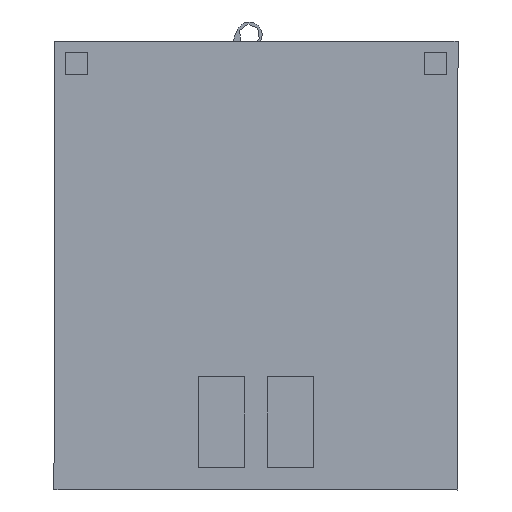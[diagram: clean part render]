
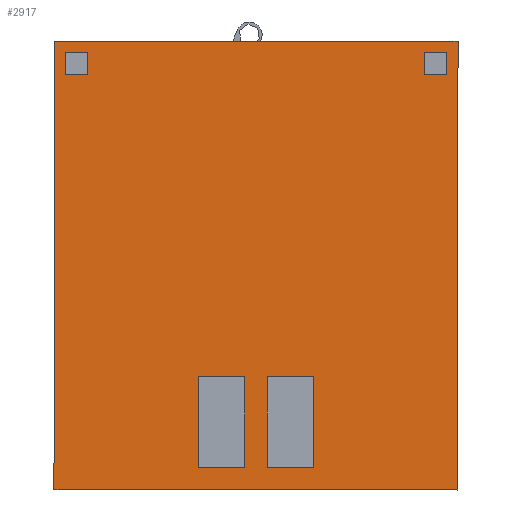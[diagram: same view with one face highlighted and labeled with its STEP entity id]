
A CAD part, front view. The second image highlights one B-rep face of the part: STEP entity #2917.
In plain terms, the highlighted planar face has unit normal (0, -1, 0).
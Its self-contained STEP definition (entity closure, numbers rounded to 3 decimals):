
#139=FACE_BOUND('',#510,.T.);
#140=FACE_BOUND('',#511,.T.);
#346=FACE_OUTER_BOUND('',#509,.T.);
#509=EDGE_LOOP('',(#2066,#2067,#2068,#2069));
#510=EDGE_LOOP('',(#2070,#2071,#2072,#2073));
#511=EDGE_LOOP('',(#2074,#2075,#2076,#2077));
#709=LINE('',#4385,#1022);
#712=LINE('',#4391,#1025);
#715=LINE('',#4397,#1028);
#718=LINE('',#4401,#1031);
#721=LINE('',#4409,#1034);
#724=LINE('',#4415,#1037);
#727=LINE('',#4421,#1040);
#730=LINE('',#4425,#1043);
#733=LINE('',#4433,#1046);
#736=LINE('',#4439,#1049);
#739=LINE('',#4445,#1052);
#742=LINE('',#4449,#1055);
#1022=VECTOR('',#3498,10.);
#1025=VECTOR('',#3503,10.);
#1028=VECTOR('',#3508,10.);
#1031=VECTOR('',#3513,10.);
#1034=VECTOR('',#3518,10.);
#1037=VECTOR('',#3523,10.);
#1040=VECTOR('',#3528,10.);
#1043=VECTOR('',#3533,10.);
#1046=VECTOR('',#3538,10.);
#1049=VECTOR('',#3543,10.);
#1052=VECTOR('',#3548,10.);
#1055=VECTOR('',#3553,10.);
#1331=VERTEX_POINT('',#4382);
#1332=VERTEX_POINT('',#4384);
#1334=VERTEX_POINT('',#4390);
#1336=VERTEX_POINT('',#4396);
#1339=VERTEX_POINT('',#4406);
#1340=VERTEX_POINT('',#4408);
#1342=VERTEX_POINT('',#4414);
#1344=VERTEX_POINT('',#4420);
#1347=VERTEX_POINT('',#4430);
#1348=VERTEX_POINT('',#4432);
#1350=VERTEX_POINT('',#4438);
#1352=VERTEX_POINT('',#4444);
#1598=EDGE_CURVE('',#1332,#1331,#709,.T.);
#1601=EDGE_CURVE('',#1334,#1332,#712,.T.);
#1604=EDGE_CURVE('',#1336,#1334,#715,.T.);
#1607=EDGE_CURVE('',#1331,#1336,#718,.T.);
#1610=EDGE_CURVE('',#1340,#1339,#721,.T.);
#1613=EDGE_CURVE('',#1342,#1340,#724,.T.);
#1616=EDGE_CURVE('',#1344,#1342,#727,.T.);
#1619=EDGE_CURVE('',#1339,#1344,#730,.T.);
#1622=EDGE_CURVE('',#1348,#1347,#733,.T.);
#1625=EDGE_CURVE('',#1350,#1348,#736,.T.);
#1628=EDGE_CURVE('',#1352,#1350,#739,.T.);
#1631=EDGE_CURVE('',#1347,#1352,#742,.T.);
#2066=ORIENTED_EDGE('',*,*,#1631,.T.);
#2067=ORIENTED_EDGE('',*,*,#1628,.T.);
#2068=ORIENTED_EDGE('',*,*,#1625,.T.);
#2069=ORIENTED_EDGE('',*,*,#1622,.T.);
#2070=ORIENTED_EDGE('',*,*,#1619,.T.);
#2071=ORIENTED_EDGE('',*,*,#1616,.T.);
#2072=ORIENTED_EDGE('',*,*,#1613,.T.);
#2073=ORIENTED_EDGE('',*,*,#1610,.T.);
#2074=ORIENTED_EDGE('',*,*,#1607,.T.);
#2075=ORIENTED_EDGE('',*,*,#1604,.T.);
#2076=ORIENTED_EDGE('',*,*,#1601,.T.);
#2077=ORIENTED_EDGE('',*,*,#1598,.T.);
#2797=PLANE('',#3194);
#2917=ADVANCED_FACE('',(#346,#139,#140),#2797,.T.);
#3194=AXIS2_PLACEMENT_3D('',#4451,#3556,#3557);
#3498=DIRECTION('',(1.,0.,0.));
#3503=DIRECTION('',(0.,0.,1.));
#3508=DIRECTION('',(-1.,0.,0.));
#3513=DIRECTION('',(0.,0.,-1.));
#3518=DIRECTION('',(0.,0.,1.));
#3523=DIRECTION('',(-1.,0.,0.));
#3528=DIRECTION('',(0.,0.,-1.));
#3533=DIRECTION('',(1.,0.,0.));
#3538=DIRECTION('',(1.,0.,0.));
#3543=DIRECTION('',(0.,0.,-1.));
#3548=DIRECTION('',(-1.,0.,0.));
#3553=DIRECTION('',(0.,0.,1.));
#3556=DIRECTION('center_axis',(0.,-1.,0.));
#3557=DIRECTION('ref_axis',(0.,0.,-1.));
#4382=CARTESIAN_POINT('',(-5.,-8.,90.));
#4384=CARTESIAN_POINT('',(-25.5,-8.,90.));
#4385=CARTESIAN_POINT('',(-25.5,-8.,90.));
#4390=CARTESIAN_POINT('',(-25.5,-8.,49.5));
#4391=CARTESIAN_POINT('',(-25.5,-8.,49.5));
#4396=CARTESIAN_POINT('',(-5.,-8.,49.5));
#4397=CARTESIAN_POINT('',(-5.,-8.,49.5));
#4401=CARTESIAN_POINT('',(-5.,-8.,90.));
#4406=CARTESIAN_POINT('',(5.,-8.,90.));
#4408=CARTESIAN_POINT('',(5.,-8.,49.5));
#4409=CARTESIAN_POINT('',(5.,-8.,90.));
#4414=CARTESIAN_POINT('',(25.5,-8.,49.5));
#4415=CARTESIAN_POINT('',(5.,-8.,49.5));
#4420=CARTESIAN_POINT('',(25.5,-8.,90.));
#4421=CARTESIAN_POINT('',(25.5,-8.,49.5));
#4425=CARTESIAN_POINT('',(25.5,-8.,90.));
#4430=CARTESIAN_POINT('',(90.,-8.,-100.));
#4432=CARTESIAN_POINT('',(-90.,-8.,-100.));
#4433=CARTESIAN_POINT('',(90.,-8.,-100.));
#4438=CARTESIAN_POINT('',(-90.,-8.,100.));
#4439=CARTESIAN_POINT('',(-90.,-8.,-100.));
#4444=CARTESIAN_POINT('',(90.,-8.,100.));
#4445=CARTESIAN_POINT('',(-90.,-8.,100.));
#4449=CARTESIAN_POINT('',(90.,-8.,100.));
#4451=CARTESIAN_POINT('Origin',(0.,-8.,0.));
